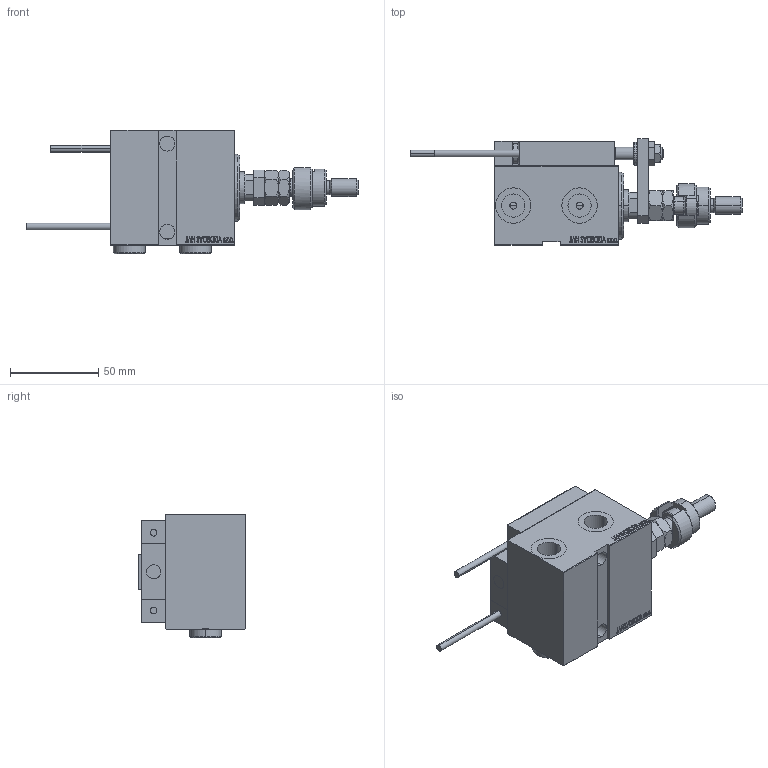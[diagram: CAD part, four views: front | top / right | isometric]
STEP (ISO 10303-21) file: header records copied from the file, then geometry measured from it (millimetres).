
FILE_DESCRIPTION (( 'STEP AP203' ), '1' );
FILE_NAME ('e1e2.STEP', '2024-02-13T05:31:43', ( '' ), ( '' ), 'SwSTEP 2.0', 'SolidWorks 2019', '' );
FILE_SCHEMA (( 'CONFIG_CONTROL_DESIGN' ));
Length unit declared in the file: millimetre
Products named in the file (20): ZARAZKA 075f287a63610cc6263b183c1ab818a6; X_Y_DFA 075f287a63610cc6263b183c1ab818a6; FEMALE_PART_FOR_DFA 075f287a63610cc6263b183c1ab818a6; Zatka_OIL_PORT 075f287a63610cc6263b183c1ab818a6; V450CM_VC_B 075f287a63610cc6263b183c1ab818a6; SWITCH_X_FRONT_BACK 075f287a63610cc6263b183c1ab818a6; V450CM_E_Body 075f287a63610cc6263b183c1ab818a6; TYC_L79 075f287a63610cc6263b183c1ab818a6; MFA 075f287a63610cc6263b183c1ab818a6; ALLEN BOLT D8 075f287a63610cc6263b183c1ab818a6; e1e2; SWITCH DIM B,W 075f287a63610cc6263b183c1ab818a6; SWITCH X 075f287a63610cc6263b183c1ab818a6; NUT_D12 075f287a63610cc6263b183c1ab818a6; ALLEN BOLT D5 075f287a63610cc6263b183c1ab818a6; Block 075f287a63610cc6263b183c1ab818a6; KONCOVKA 075f287a63610cc6263b183c1ab818a6; MAGNET 075f287a63610cc6263b183c1ab818a6; NUT_D10 075f287a63610cc6263b183c1ab818a6; V450CM_E_VCP 075f287a63610cc6263b183c1ab818a6
Assembly tree (30 placements, depth 3):
  e1e2
    V450CM_E_Body 075f287a63610cc6263b183c1ab818a6
    V450CM_E_VCP 075f287a63610cc6263b183c1ab818a6
    V450CM_VC_B 075f287a63610cc6263b183c1ab818a6
    SWITCH X 075f287a63610cc6263b183c1ab818a6
      SWITCH_X_FRONT_BACK 075f287a63610cc6263b183c1ab818a6  x2
      TYC_L79 075f287a63610cc6263b183c1ab818a6
      Block 075f287a63610cc6263b183c1ab818a6  x2
      ALLEN BOLT D5 075f287a63610cc6263b183c1ab818a6  x4
      ALLEN BOLT D8 075f287a63610cc6263b183c1ab818a6  x4
      MAGNET 075f287a63610cc6263b183c1ab818a6  x2
      KONCOVKA 075f287a63610cc6263b183c1ab818a6  x2
    SWITCH DIM B,W 075f287a63610cc6263b183c1ab818a6
    ZARAZKA 075f287a63610cc6263b183c1ab818a6
    NUT_D10 075f287a63610cc6263b183c1ab818a6
    NUT_D12 075f287a63610cc6263b183c1ab818a6
    X_Y_DFA 075f287a63610cc6263b183c1ab818a6
      FEMALE_PART_FOR_DFA 075f287a63610cc6263b183c1ab818a6
      MFA 075f287a63610cc6263b183c1ab818a6
    Zatka_OIL_PORT 075f287a63610cc6263b183c1ab818a6  x2
Bounding box: 188 x 60.5 x 69.9 mm (x, y, z)
Volume: 247007.1 mm3; surface area: 71782.9 mm2
Topology: 28 solids, 28 shells, 1422 faces, 3378 edges, 2142 vertices
Faces by surface type: plane 630, bspline 380, cylinder 203, cone 157, torus 48, sphere 4
Entity records: 53879 total; most frequent: CARTESIAN_POINT 26465, ORIENTED_EDGE 5696, DIRECTION 3989, EDGE_CURVE 2848, VERTEX_POINT 1842, VECTOR 1609, LINE 1609, EDGE_LOOP 1316
